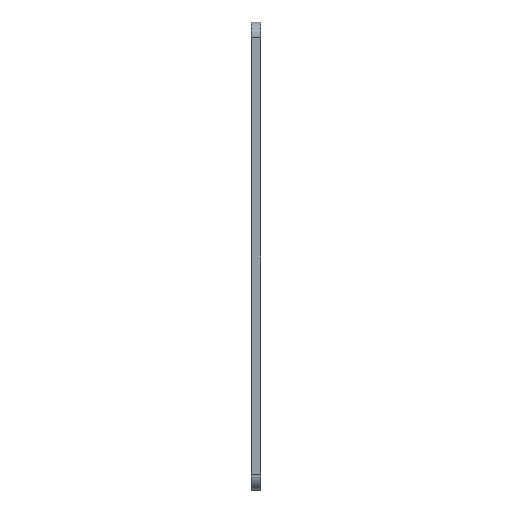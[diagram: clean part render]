
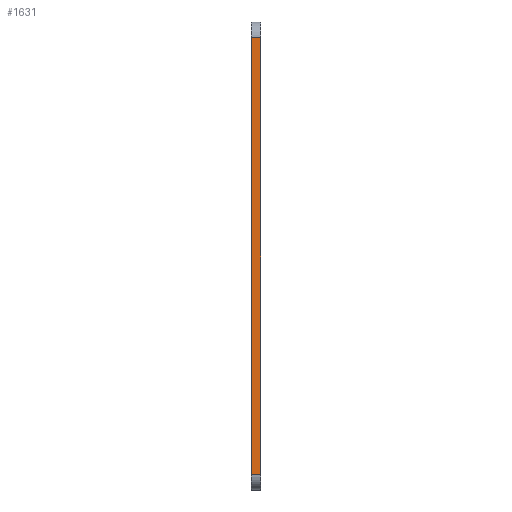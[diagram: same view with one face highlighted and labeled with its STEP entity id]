
A CAD part, left-side view. The second image highlights one B-rep face of the part: STEP entity #1631.
In plain terms, the highlighted planar face has unit normal (-1, 0, 0).
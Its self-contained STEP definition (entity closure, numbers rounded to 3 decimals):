
#65 = CARTESIAN_POINT ( 'NONE',  ( 12., 0., -15. ) ) ;
#89 = ORIENTED_EDGE ( 'NONE', *, *, #2379, .T. ) ;
#179 = VERTEX_POINT ( 'NONE', #65 ) ;
#214 = VECTOR ( 'NONE', #907, 1000. ) ;
#744 = DIRECTION ( 'NONE',  ( 0., 0., -1. ) ) ;
#854 = ORIENTED_EDGE ( 'NONE', *, *, #1778, .F. ) ;
#871 = LINE ( 'NONE', #1062, #2550 ) ;
#888 = VERTEX_POINT ( 'NONE', #1472 ) ;
#907 = DIRECTION ( 'NONE',  ( 0., -1., 0. ) ) ;
#945 = DIRECTION ( 'NONE',  ( 0., 1., 0. ) ) ;
#984 = FACE_OUTER_BOUND ( 'NONE', #2717, .T. ) ;
#1052 = DIRECTION ( 'NONE',  ( 1., 0., 0. ) ) ;
#1062 = CARTESIAN_POINT ( 'NONE',  ( 12., 0., -170. ) ) ;
#1176 = DIRECTION ( 'NONE',  ( 0., 0., -1. ) ) ;
#1189 = EDGE_CURVE ( 'NONE', #2873, #1505, #1600, .T. ) ;
#1379 = AXIS2_PLACEMENT_3D ( 'NONE', #1920, #1052, #744 ) ;
#1472 = CARTESIAN_POINT ( 'NONE',  ( 12., 3., -15. ) ) ;
#1505 = VERTEX_POINT ( 'NONE', #2592 ) ;
#1600 = LINE ( 'NONE', #2533, #214 ) ;
#1631 = ADVANCED_FACE ( 'NONE', ( #984 ), #2204, .F. ) ;
#1778 = EDGE_CURVE ( 'NONE', #179, #1505, #871, .T. ) ;
#1811 = CARTESIAN_POINT ( 'NONE',  ( 12., 0., -15. ) ) ;
#1920 = CARTESIAN_POINT ( 'NONE',  ( 12., 0., -170. ) ) ;
#1970 = ORIENTED_EDGE ( 'NONE', *, *, #2769, .T. ) ;
#2052 = DIRECTION ( 'NONE',  ( 0., 0., -1. ) ) ;
#2204 = PLANE ( 'NONE',  #1379 ) ;
#2349 = CARTESIAN_POINT ( 'NONE',  ( 12., 3., -155. ) ) ;
#2379 = EDGE_CURVE ( 'NONE', #888, #2873, #2792, .T. ) ;
#2405 = VECTOR ( 'NONE', #1176, 1000. ) ;
#2533 = CARTESIAN_POINT ( 'NONE',  ( 12., 0., -155. ) ) ;
#2550 = VECTOR ( 'NONE', #2052, 1000. ) ;
#2557 = VECTOR ( 'NONE', #945, 1000. ) ;
#2592 = CARTESIAN_POINT ( 'NONE',  ( 12., 0., -155. ) ) ;
#2655 = ORIENTED_EDGE ( 'NONE', *, *, #1189, .T. ) ;
#2717 = EDGE_LOOP ( 'NONE', ( #89, #2655, #854, #1970 ) ) ;
#2769 = EDGE_CURVE ( 'NONE', #179, #888, #2823, .T. ) ;
#2792 = LINE ( 'NONE', #2824, #2405 ) ;
#2823 = LINE ( 'NONE', #1811, #2557 ) ;
#2824 = CARTESIAN_POINT ( 'NONE',  ( 12., 3., -170. ) ) ;
#2873 = VERTEX_POINT ( 'NONE', #2349 ) ;
